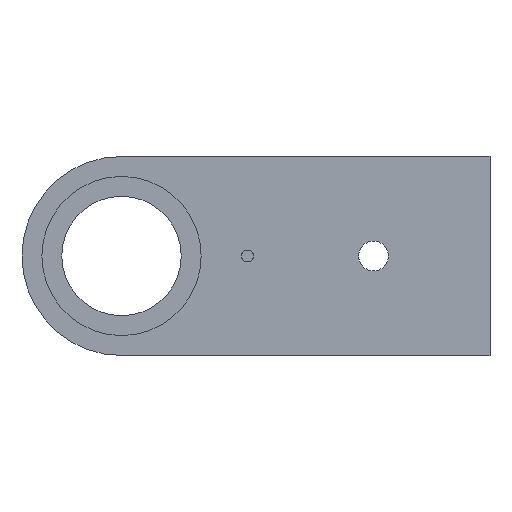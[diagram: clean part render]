
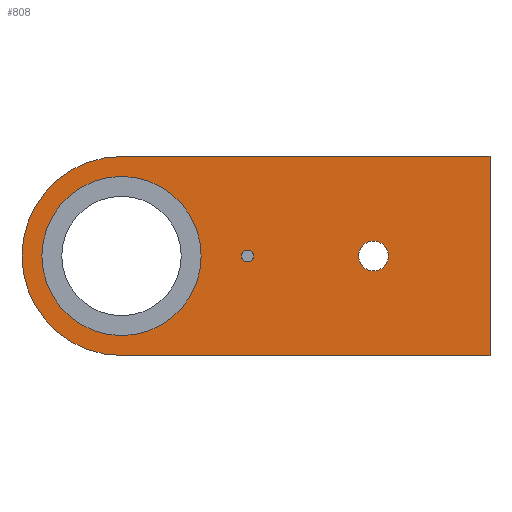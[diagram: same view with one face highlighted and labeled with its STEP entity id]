
A CAD part, front view. The second image highlights one B-rep face of the part: STEP entity #808.
In plain terms, the highlighted planar face has unit normal (0, -1, 0).
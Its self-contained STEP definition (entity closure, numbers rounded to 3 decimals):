
#1 = AXIS2_PLACEMENT_3D ( 'NONE', #662, #797, #792 ) ;
#12 = CARTESIAN_POINT ( 'NONE',  ( 78.301, 283.814, 0. ) ) ;
#18 = VERTEX_POINT ( 'NONE', #794 ) ;
#20 = DIRECTION ( 'NONE',  ( 0., 0., -1. ) ) ;
#40 = DIRECTION ( 'NONE',  ( 0., 1., 0. ) ) ;
#41 = DIRECTION ( 'NONE',  ( 0., 0., 1. ) ) ;
#54 = EDGE_CURVE ( 'NONE', #299, #222, #173, .T. ) ;
#58 = DIRECTION ( 'NONE',  ( 0., 0., 1. ) ) ;
#67 = AXIS2_PLACEMENT_3D ( 'NONE', #809, #121, #58 ) ;
#76 = DIRECTION ( 'NONE',  ( 1., 0., 0. ) ) ;
#83 = EDGE_CURVE ( 'NONE', #222, #299, #701, .T. ) ;
#85 = ORIENTED_EDGE ( 'NONE', *, *, #54, .F. ) ;
#87 = EDGE_CURVE ( 'NONE', #652, #773, #508, .T. ) ;
#89 = ORIENTED_EDGE ( 'NONE', *, *, #487, .F. ) ;
#90 = AXIS2_PLACEMENT_3D ( 'NONE', #739, #743, #41 ) ;
#97 = VECTOR ( 'NONE', #134, 1000. ) ;
#108 = VERTEX_POINT ( 'NONE', #306 ) ;
#116 = CARTESIAN_POINT ( 'NONE',  ( 29.578, 283.814, 0. ) ) ;
#118 = DIRECTION ( 'NONE',  ( 0., 0., 1. ) ) ;
#121 = DIRECTION ( 'NONE',  ( 0., 1., 0. ) ) ;
#134 = DIRECTION ( 'NONE',  ( 1., 0., 0. ) ) ;
#136 = VERTEX_POINT ( 'NONE', #191 ) ;
#143 = ORIENTED_EDGE ( 'NONE', *, *, #83, .F. ) ;
#147 = EDGE_LOOP ( 'NONE', ( #782, #506, #445, #329 ) ) ;
#155 = CARTESIAN_POINT ( 'NONE',  ( 0., 283.814, -20. ) ) ;
#173 = CIRCLE ( 'NONE', #736, 1.188 ) ;
#181 = EDGE_CURVE ( 'NONE', #136, #108, #332, .T. ) ;
#182 = CIRCLE ( 'NONE', #1, 16. ) ;
#184 = VERTEX_POINT ( 'NONE', #788 ) ;
#191 = CARTESIAN_POINT ( 'NONE',  ( 4.262, 283.814, -20. ) ) ;
#200 = AXIS2_PLACEMENT_3D ( 'NONE', #723, #40, #118 ) ;
#208 = EDGE_LOOP ( 'NONE', ( #681, #89 ) ) ;
#222 = VERTEX_POINT ( 'NONE', #336 ) ;
#231 = CARTESIAN_POINT ( 'NONE',  ( 4.262, 283.814, 20. ) ) ;
#255 = DIRECTION ( 'NONE',  ( 0., -1., 0. ) ) ;
#261 = VECTOR ( 'NONE', #20, 1000. ) ;
#299 = VERTEX_POINT ( 'NONE', #301 ) ;
#300 = PLANE ( 'NONE',  #200 ) ;
#301 = CARTESIAN_POINT ( 'NONE',  ( 29.578, 283.814, -1.188 ) ) ;
#306 = CARTESIAN_POINT ( 'NONE',  ( 78.301, 283.814, -20. ) ) ;
#317 = ORIENTED_EDGE ( 'NONE', *, *, #87, .T. ) ;
#326 = LINE ( 'NONE', #633, #444 ) ;
#329 = ORIENTED_EDGE ( 'NONE', *, *, #499, .F. ) ;
#332 = LINE ( 'NONE', #155, #97 ) ;
#336 = CARTESIAN_POINT ( 'NONE',  ( 29.578, 283.814, 1.188 ) ) ;
#350 = AXIS2_PLACEMENT_3D ( 'NONE', #417, #479, #362 ) ;
#362 = DIRECTION ( 'NONE',  ( 0., 0., 1. ) ) ;
#380 = DIRECTION ( 'NONE',  ( 0., -1., 0. ) ) ;
#384 = DIRECTION ( 'NONE',  ( 0., 0., -1. ) ) ;
#398 = CARTESIAN_POINT ( 'NONE',  ( 54.894, 283.814, 3. ) ) ;
#414 = EDGE_CURVE ( 'NONE', #18, #757, #182, .T. ) ;
#415 = VERTEX_POINT ( 'NONE', #231 ) ;
#417 = CARTESIAN_POINT ( 'NONE',  ( 4.262, 283.814, 0. ) ) ;
#423 = ORIENTED_EDGE ( 'NONE', *, *, #440, .T. ) ;
#439 = DIRECTION ( 'NONE',  ( 0., 0., 1. ) ) ;
#440 = EDGE_CURVE ( 'NONE', #773, #652, #793, .T. ) ;
#444 = VECTOR ( 'NONE', #76, 1000. ) ;
#445 = ORIENTED_EDGE ( 'NONE', *, *, #476, .F. ) ;
#468 = CARTESIAN_POINT ( 'NONE',  ( 54.894, 283.814, -3. ) ) ;
#476 = EDGE_CURVE ( 'NONE', #184, #108, #691, .T. ) ;
#479 = DIRECTION ( 'NONE',  ( 0., 1., 0. ) ) ;
#483 = FACE_OUTER_BOUND ( 'NONE', #147, .T. ) ;
#487 = EDGE_CURVE ( 'NONE', #757, #18, #717, .T. ) ;
#495 = CARTESIAN_POINT ( 'NONE',  ( 29.578, 283.814, 0. ) ) ;
#499 = EDGE_CURVE ( 'NONE', #415, #184, #326, .T. ) ;
#506 = ORIENTED_EDGE ( 'NONE', *, *, #181, .T. ) ;
#508 = CIRCLE ( 'NONE', #67, 3. ) ;
#605 = FACE_BOUND ( 'NONE', #208, .T. ) ;
#620 = EDGE_LOOP ( 'NONE', ( #143, #85 ) ) ;
#633 = CARTESIAN_POINT ( 'NONE',  ( 0., 283.814, 20. ) ) ;
#652 = VERTEX_POINT ( 'NONE', #398 ) ;
#662 = CARTESIAN_POINT ( 'NONE',  ( 4.262, 283.814, 0. ) ) ;
#666 = FACE_BOUND ( 'NONE', #775, .T. ) ;
#681 = ORIENTED_EDGE ( 'NONE', *, *, #414, .F. ) ;
#691 = LINE ( 'NONE', #12, #261 ) ;
#701 = CIRCLE ( 'NONE', #768, 1.188 ) ;
#705 = DIRECTION ( 'NONE',  ( 0., -1., 0. ) ) ;
#717 = CIRCLE ( 'NONE', #772, 16. ) ;
#723 = CARTESIAN_POINT ( 'NONE',  ( 4.262, 283.814, 0. ) ) ;
#731 = FACE_BOUND ( 'NONE', #620, .T. ) ;
#736 = AXIS2_PLACEMENT_3D ( 'NONE', #116, #255, #759 ) ;
#739 = CARTESIAN_POINT ( 'NONE',  ( 54.894, 283.814, 0. ) ) ;
#743 = DIRECTION ( 'NONE',  ( 0., 1., 0. ) ) ;
#749 = CARTESIAN_POINT ( 'NONE',  ( 4.262, 283.814, 0. ) ) ;
#757 = VERTEX_POINT ( 'NONE', #780 ) ;
#759 = DIRECTION ( 'NONE',  ( 0., 0., 1. ) ) ;
#765 = CIRCLE ( 'NONE', #350, 20. ) ;
#768 = AXIS2_PLACEMENT_3D ( 'NONE', #495, #380, #439 ) ;
#772 = AXIS2_PLACEMENT_3D ( 'NONE', #749, #705, #384 ) ;
#773 = VERTEX_POINT ( 'NONE', #468 ) ;
#775 = EDGE_LOOP ( 'NONE', ( #317, #423 ) ) ;
#780 = CARTESIAN_POINT ( 'NONE',  ( 4.262, 283.814, 16. ) ) ;
#782 = ORIENTED_EDGE ( 'NONE', *, *, #795, .F. ) ;
#788 = CARTESIAN_POINT ( 'NONE',  ( 78.301, 283.814, 20. ) ) ;
#792 = DIRECTION ( 'NONE',  ( 0., 0., -1. ) ) ;
#793 = CIRCLE ( 'NONE', #90, 3. ) ;
#794 = CARTESIAN_POINT ( 'NONE',  ( 4.262, 283.814, -16. ) ) ;
#795 = EDGE_CURVE ( 'NONE', #136, #415, #765, .T. ) ;
#797 = DIRECTION ( 'NONE',  ( 0., -1., 0. ) ) ;
#808 = ADVANCED_FACE ( 'NONE', ( #731, #666, #483, #605 ), #300, .F. ) ;
#809 = CARTESIAN_POINT ( 'NONE',  ( 54.894, 283.814, 0. ) ) ;
